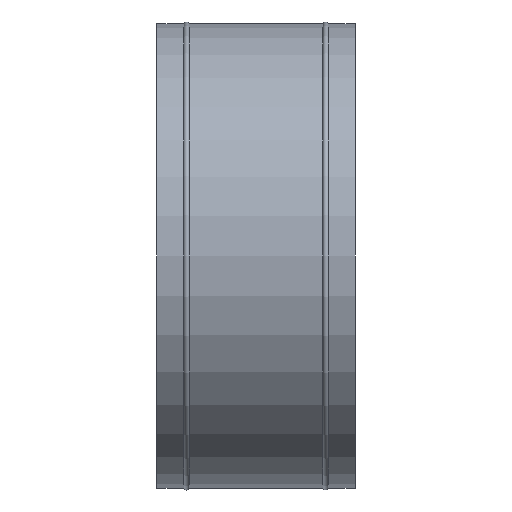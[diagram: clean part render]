
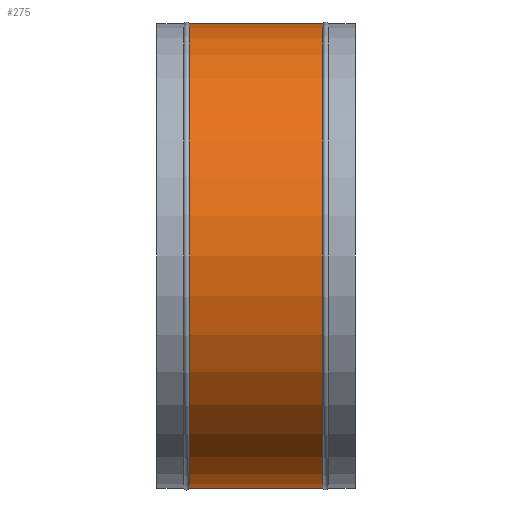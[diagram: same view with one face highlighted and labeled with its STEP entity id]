
A CAD part, front view. The second image highlights one B-rep face of the part: STEP entity #275.
In plain terms, the highlighted cylindrical face has radius 233.5 mm (diameter 467 mm), a partial arc.
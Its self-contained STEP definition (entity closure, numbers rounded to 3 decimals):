
#19 = VERTEX_POINT ( 'NONE', #77 ) ;
#41 = EDGE_CURVE ( 'NONE', #132, #266, #307, .T. ) ;
#43 = EDGE_CURVE ( 'NONE', #331, #19, #206, .T. ) ;
#73 = DIRECTION ( 'NONE',  ( -1., 0., 0. ) ) ;
#77 = CARTESIAN_POINT ( 'NONE',  ( 32.828, 0., 233.5 ) ) ;
#95 = LINE ( 'NONE', #210, #134 ) ;
#118 = CYLINDRICAL_SURFACE ( 'NONE', #373, 233.5 ) ;
#131 = DIRECTION ( 'NONE',  ( -1., 0., 0. ) ) ;
#132 = VERTEX_POINT ( 'NONE', #261 ) ;
#134 = VECTOR ( 'NONE', #153, 1000. ) ;
#153 = DIRECTION ( 'NONE',  ( -1., 0., 0. ) ) ;
#182 = EDGE_LOOP ( 'NONE', ( #416, #344, #315, #203 ) ) ;
#203 = ORIENTED_EDGE ( 'NONE', *, *, #43, .F. ) ;
#206 = CIRCLE ( 'NONE', #226, 233.5 ) ;
#210 = CARTESIAN_POINT ( 'NONE',  ( 0., 0., -233.5 ) ) ;
#219 = EDGE_CURVE ( 'NONE', #132, #331, #95, .T. ) ;
#226 = AXIS2_PLACEMENT_3D ( 'NONE', #355, #283, #232 ) ;
#232 = DIRECTION ( 'NONE',  ( 0., 0., 1. ) ) ;
#237 = FACE_OUTER_BOUND ( 'NONE', #182, .T. ) ;
#257 = DIRECTION ( 'NONE',  ( 0., 0., 1. ) ) ;
#261 = CARTESIAN_POINT ( 'NONE',  ( 167.172, 0., -233.5 ) ) ;
#266 = VERTEX_POINT ( 'NONE', #332 ) ;
#275 = ADVANCED_FACE ( 'NONE', ( #237 ), #118, .T. ) ;
#283 = DIRECTION ( 'NONE',  ( -1., 0., 0. ) ) ;
#300 = CARTESIAN_POINT ( 'NONE',  ( 0., 0., 0. ) ) ;
#307 = CIRCLE ( 'NONE', #417, 233.5 ) ;
#308 = CARTESIAN_POINT ( 'NONE',  ( 32.828, 0., -233.5 ) ) ;
#313 = CARTESIAN_POINT ( 'NONE',  ( 167.172, 0., 0. ) ) ;
#315 = ORIENTED_EDGE ( 'NONE', *, *, #353, .T. ) ;
#316 = VECTOR ( 'NONE', #131, 1000. ) ;
#330 = DIRECTION ( 'NONE',  ( -1., 0., 0. ) ) ;
#331 = VERTEX_POINT ( 'NONE', #308 ) ;
#332 = CARTESIAN_POINT ( 'NONE',  ( 167.172, 0., 233.5 ) ) ;
#344 = ORIENTED_EDGE ( 'NONE', *, *, #41, .T. ) ;
#345 = CARTESIAN_POINT ( 'NONE',  ( 0., 0., 233.5 ) ) ;
#353 = EDGE_CURVE ( 'NONE', #266, #19, #401, .T. ) ;
#355 = CARTESIAN_POINT ( 'NONE',  ( 32.828, 0., 0. ) ) ;
#373 = AXIS2_PLACEMENT_3D ( 'NONE', #300, #330, #402 ) ;
#401 = LINE ( 'NONE', #345, #316 ) ;
#402 = DIRECTION ( 'NONE',  ( 0., 0., 1. ) ) ;
#416 = ORIENTED_EDGE ( 'NONE', *, *, #219, .F. ) ;
#417 = AXIS2_PLACEMENT_3D ( 'NONE', #313, #73, #257 ) ;
